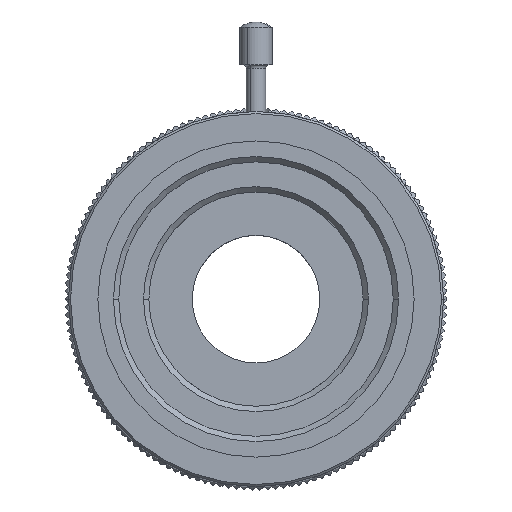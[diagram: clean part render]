
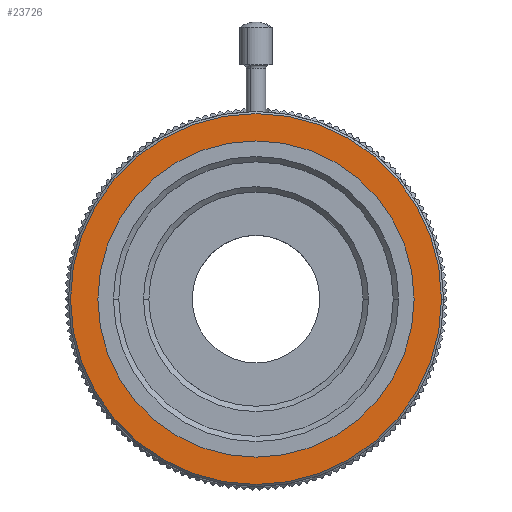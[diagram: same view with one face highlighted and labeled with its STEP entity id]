
A CAD part, top view. The second image highlights one B-rep face of the part: STEP entity #23726.
In plain terms, the highlighted planar face has unit normal (0, 0, 1).
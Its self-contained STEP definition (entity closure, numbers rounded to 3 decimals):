
#276 = EDGE_LOOP ( 'NONE', ( #17133, #19853 ) ) ;
#1137 = VERTEX_POINT ( 'NONE', #12186 ) ;
#1537 = VERTEX_POINT ( 'NONE', #25037 ) ;
#1747 = AXIS2_PLACEMENT_3D ( 'NONE', #13859, #21654, #4102 ) ;
#3402 = CARTESIAN_POINT ( 'NONE',  ( -10.94, 9.72, 5.33 ) ) ;
#4102 = DIRECTION ( 'NONE',  ( 1., 0., 0. ) ) ;
#4345 = EDGE_CURVE ( 'NONE', #21150, #19874, #22248, .T. ) ;
#4642 = CARTESIAN_POINT ( 'NONE',  ( 6.36, 9.72, 5.33 ) ) ;
#4670 = AXIS2_PLACEMENT_3D ( 'NONE', #3402, #16995, #17371 ) ;
#5009 = EDGE_LOOP ( 'NONE', ( #5387, #5057 ) ) ;
#5057 = ORIENTED_EDGE ( 'NONE', *, *, #4345, .T. ) ;
#5387 = ORIENTED_EDGE ( 'NONE', *, *, #22943, .T. ) ;
#5645 = CARTESIAN_POINT ( 'NONE',  ( -10.94, 9.72, 5.33 ) ) ;
#5741 = CARTESIAN_POINT ( 'NONE',  ( -10.94, 9.72, 5.33 ) ) ;
#6473 = EDGE_CURVE ( 'NONE', #1537, #1137, #13617, .T. ) ;
#11167 = CIRCLE ( 'NONE', #23418, 17.3 ) ;
#12186 = CARTESIAN_POINT ( 'NONE',  ( 3.76, 9.72, 5.33 ) ) ;
#13617 = CIRCLE ( 'NONE', #1747, 14.7 ) ;
#13675 = AXIS2_PLACEMENT_3D ( 'NONE', #22991, #19021, #23250 ) ;
#13859 = CARTESIAN_POINT ( 'NONE',  ( -10.94, 9.72, 5.33 ) ) ;
#15556 = EDGE_CURVE ( 'NONE', #1137, #1537, #24303, .T. ) ;
#16070 = CARTESIAN_POINT ( 'NONE',  ( -28.24, 9.72, 5.33 ) ) ;
#16995 = DIRECTION ( 'NONE',  ( 0., 0., -1. ) ) ;
#17133 = ORIENTED_EDGE ( 'NONE', *, *, #15556, .T. ) ;
#17278 = PLANE ( 'NONE',  #21802 ) ;
#17371 = DIRECTION ( 'NONE',  ( 1., 0., 0. ) ) ;
#17410 = FACE_OUTER_BOUND ( 'NONE', #5009, .T. ) ;
#19021 = DIRECTION ( 'NONE',  ( 0., 0., 1. ) ) ;
#19326 = FACE_BOUND ( 'NONE', #276, .T. ) ;
#19487 = DIRECTION ( 'NONE',  ( 1., 0., 0. ) ) ;
#19729 = DIRECTION ( 'NONE',  ( 0., 0., 1. ) ) ;
#19853 = ORIENTED_EDGE ( 'NONE', *, *, #6473, .T. ) ;
#19874 = VERTEX_POINT ( 'NONE', #16070 ) ;
#21150 = VERTEX_POINT ( 'NONE', #4642 ) ;
#21654 = DIRECTION ( 'NONE',  ( 0., 0., -1. ) ) ;
#21802 = AXIS2_PLACEMENT_3D ( 'NONE', #5741, #23552, #25218 ) ;
#22248 = CIRCLE ( 'NONE', #13675, 17.3 ) ;
#22943 = EDGE_CURVE ( 'NONE', #19874, #21150, #11167, .T. ) ;
#22991 = CARTESIAN_POINT ( 'NONE',  ( -10.94, 9.72, 5.33 ) ) ;
#23250 = DIRECTION ( 'NONE',  ( 1., 0., 0. ) ) ;
#23418 = AXIS2_PLACEMENT_3D ( 'NONE', #5645, #19729, #19487 ) ;
#23552 = DIRECTION ( 'NONE',  ( 0., 0., 1. ) ) ;
#23726 = ADVANCED_FACE ( 'NONE', ( #19326, #17410 ), #17278, .T. ) ;
#24303 = CIRCLE ( 'NONE', #4670, 14.7 ) ;
#25037 = CARTESIAN_POINT ( 'NONE',  ( -25.64, 9.72, 5.33 ) ) ;
#25218 = DIRECTION ( 'NONE',  ( 1., 0., 0. ) ) ;
